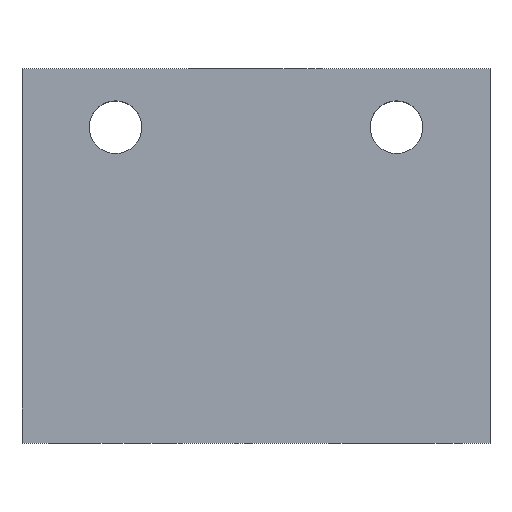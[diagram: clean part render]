
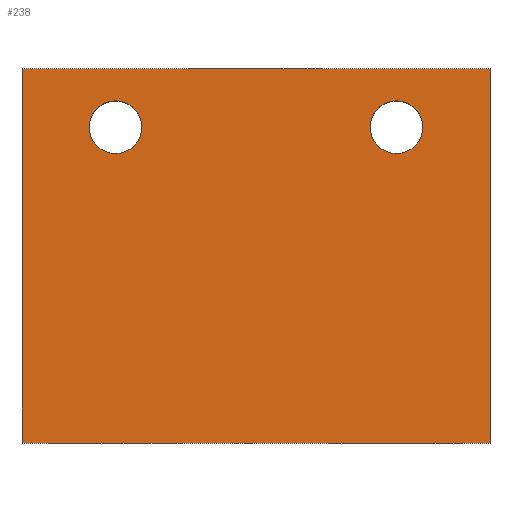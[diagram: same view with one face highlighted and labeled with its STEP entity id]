
A CAD part, top view. The second image highlights one B-rep face of the part: STEP entity #238.
In plain terms, the highlighted planar face has unit normal (0, 0, 1).
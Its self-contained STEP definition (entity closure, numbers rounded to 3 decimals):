
#30=LINE('',#377,#42);
#34=LINE('',#385,#46);
#37=LINE('',#395,#49);
#39=LINE('',#398,#51);
#42=VECTOR('',#302,1000.);
#46=VECTOR('',#308,1000.);
#49=VECTOR('',#317,1000.);
#51=VECTOR('',#321,1000.);
#71=ORIENTED_EDGE('',*,*,#117,.F.);
#72=ORIENTED_EDGE('',*,*,#118,.F.);
#73=ORIENTED_EDGE('',*,*,#105,.T.);
#74=ORIENTED_EDGE('',*,*,#109,.T.);
#75=ORIENTED_EDGE('',*,*,#114,.T.);
#76=ORIENTED_EDGE('',*,*,#116,.T.);
#105=EDGE_CURVE('',#131,#130,#30,.T.);
#109=EDGE_CURVE('',#130,#133,#34,.T.);
#114=EDGE_CURVE('',#133,#137,#37,.T.);
#116=EDGE_CURVE('',#137,#131,#39,.T.);
#117=EDGE_CURVE('',#138,#138,#151,.T.);
#118=EDGE_CURVE('',#139,#139,#152,.T.);
#130=VERTEX_POINT('',#376);
#131=VERTEX_POINT('',#378);
#133=VERTEX_POINT('',#384);
#137=VERTEX_POINT('',#394);
#138=VERTEX_POINT('',#401);
#139=VERTEX_POINT('',#403);
#151=CIRCLE('',#272,2.25);
#152=CIRCLE('',#273,2.25);
#168=EDGE_LOOP('',(#71));
#169=EDGE_LOOP('',(#72));
#170=EDGE_LOOP('',(#73,#74,#75,#76));
#200=FACE_BOUND('',#168,.T.);
#201=FACE_BOUND('',#169,.T.);
#202=FACE_BOUND('',#170,.T.);
#229=PLANE('',#271);
#238=ADVANCED_FACE('',(#200,#201,#202),#229,.T.);
#271=AXIS2_PLACEMENT_3D('',#399,#322,#323);
#272=AXIS2_PLACEMENT_3D('',#400,#324,#325);
#273=AXIS2_PLACEMENT_3D('',#402,#326,#327);
#302=DIRECTION('',(-1.,0.,0.));
#308=DIRECTION('',(0.,-1.,0.));
#317=DIRECTION('',(1.,0.,0.));
#321=DIRECTION('',(0.,1.,0.));
#322=DIRECTION('',(0.,0.,1.));
#323=DIRECTION('',(1.,0.,0.));
#324=DIRECTION('',(0.,0.,1.));
#325=DIRECTION('',(1.,0.,0.));
#326=DIRECTION('',(0.,0.,1.));
#327=DIRECTION('',(1.,0.,0.));
#376=CARTESIAN_POINT('',(-20.,32.,16.));
#377=CARTESIAN_POINT('',(20.,32.,16.));
#378=CARTESIAN_POINT('',(20.,32.,16.));
#384=CARTESIAN_POINT('',(-20.,0.,16.));
#385=CARTESIAN_POINT('',(-20.,32.,16.));
#394=CARTESIAN_POINT('',(20.,0.,16.));
#395=CARTESIAN_POINT('',(-20.,0.,16.));
#398=CARTESIAN_POINT('',(20.,0.,16.));
#399=CARTESIAN_POINT('',(0.,0.,16.));
#400=CARTESIAN_POINT('',(-12.,27.,16.));
#401=CARTESIAN_POINT('',(-9.75,27.,16.));
#402=CARTESIAN_POINT('',(12.,27.,16.));
#403=CARTESIAN_POINT('',(14.25,27.,16.));
